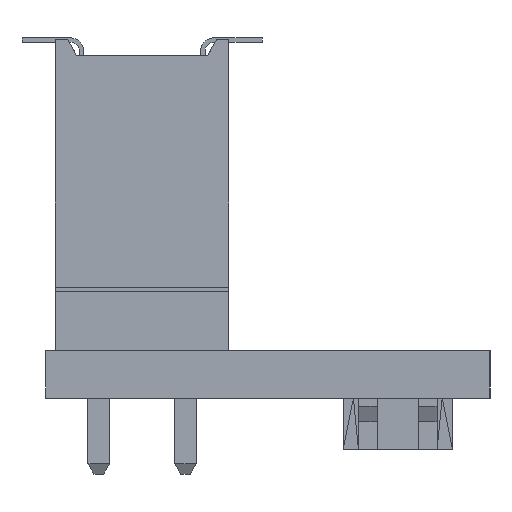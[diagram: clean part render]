
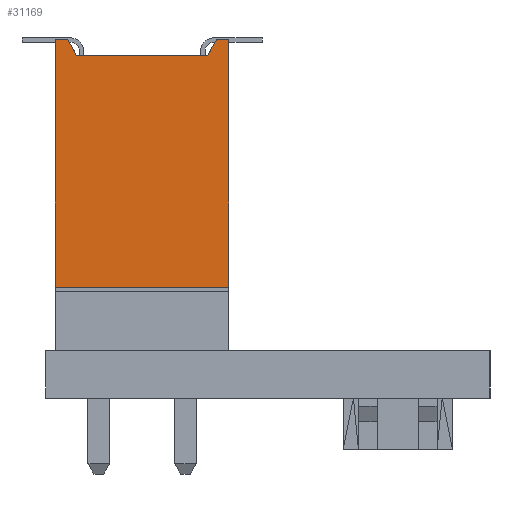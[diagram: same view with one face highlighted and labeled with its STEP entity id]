
A CAD part, left-side view. The second image highlights one B-rep face of the part: STEP entity #31169.
In plain terms, the highlighted face is planar.
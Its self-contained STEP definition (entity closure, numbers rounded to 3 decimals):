
#807=FACE_OUTER_BOUND('',#2673,.T.);
#2673=EDGE_LOOP('',(#21053,#21054,#21055,#21056,#21057,#21058,#21059,#21060));
#4557=LINE('',#43371,#8950);
#4616=LINE('',#43491,#9009);
#4670=LINE('',#43590,#9063);
#4770=LINE('',#43787,#9163);
#4836=LINE('',#43915,#9229);
#4838=LINE('',#43918,#9231);
#4843=LINE('',#43927,#9236);
#4937=LINE('',#44105,#9330);
#8950=VECTOR('',#35064,1.);
#9009=VECTOR('',#35129,1.);
#9063=VECTOR('',#35197,1.);
#9163=VECTOR('',#35299,1.);
#9229=VECTOR('',#35367,1.);
#9231=VECTOR('',#35371,1.);
#9236=VECTOR('',#35380,1.);
#9330=VECTOR('',#35560,1.);
#13341=VERTEX_POINT('',#43368);
#13342=VERTEX_POINT('',#43370);
#13399=VERTEX_POINT('',#43488);
#13400=VERTEX_POINT('',#43490);
#13437=VERTEX_POINT('',#43587);
#13438=VERTEX_POINT('',#43589);
#13534=VERTEX_POINT('',#43785);
#13595=VERTEX_POINT('',#43913);
#15964=EDGE_CURVE('',#13342,#13341,#4557,.T.);
#16023=EDGE_CURVE('',#13399,#13400,#4616,.T.);
#16077=EDGE_CURVE('',#13437,#13438,#4670,.T.);
#16177=EDGE_CURVE('',#13534,#13399,#4770,.T.);
#16243=EDGE_CURVE('',#13595,#13437,#4836,.T.);
#16245=EDGE_CURVE('',#13438,#13341,#4838,.T.);
#16250=EDGE_CURVE('',#13534,#13342,#4843,.T.);
#16344=EDGE_CURVE('',#13595,#13400,#4937,.T.);
#21053=ORIENTED_EDGE('',*,*,#16245,.F.);
#21054=ORIENTED_EDGE('',*,*,#16077,.F.);
#21055=ORIENTED_EDGE('',*,*,#16243,.F.);
#21056=ORIENTED_EDGE('',*,*,#16344,.T.);
#21057=ORIENTED_EDGE('',*,*,#16023,.F.);
#21058=ORIENTED_EDGE('',*,*,#16177,.F.);
#21059=ORIENTED_EDGE('',*,*,#16250,.T.);
#21060=ORIENTED_EDGE('',*,*,#15964,.T.);
#29356=PLANE('',#33165);
#31169=ADVANCED_FACE('',(#807),#29356,.F.);
#33165=AXIS2_PLACEMENT_3D('',#44162,#35634,#35635);
#35064=DIRECTION('',(0.,0.,-1.));
#35129=DIRECTION('',(0.,-1.,0.));
#35197=DIRECTION('',(0.,0.,1.));
#35299=DIRECTION('',(0.,0.,-1.));
#35367=DIRECTION('',(0.,0.866,0.5));
#35371=DIRECTION('',(0.,-0.866,0.5));
#35380=DIRECTION('',(0.,-1.,0.));
#35560=DIRECTION('',(0.,0.,-1.));
#35634=DIRECTION('center_axis',(-1.,0.,0.));
#35635=DIRECTION('ref_axis',(0.,0.,1.));
#43368=CARTESIAN_POINT('',(7.62,0.,2.184));
#43370=CARTESIAN_POINT('',(7.62,0.,2.54));
#43371=CARTESIAN_POINT('',(7.62,0.,2.54));
#43488=CARTESIAN_POINT('',(7.62,7.366,-2.54));
#43490=CARTESIAN_POINT('',(7.62,0.,-2.54));
#43491=CARTESIAN_POINT('',(7.62,7.366,-2.54));
#43587=CARTESIAN_POINT('',(7.62,0.457,-1.92));
#43589=CARTESIAN_POINT('',(7.62,0.457,1.92));
#43590=CARTESIAN_POINT('',(7.62,0.457,2.54));
#43785=CARTESIAN_POINT('',(7.62,7.366,2.54));
#43787=CARTESIAN_POINT('',(7.62,7.366,2.54));
#43913=CARTESIAN_POINT('',(7.62,0.,-2.184));
#43915=CARTESIAN_POINT('',(7.62,7.57,2.186));
#43918=CARTESIAN_POINT('',(7.62,5.371,-0.916));
#43927=CARTESIAN_POINT('',(7.62,7.366,2.54));
#44105=CARTESIAN_POINT('',(7.62,0.,2.54));
#44162=CARTESIAN_POINT('Origin',(7.62,7.366,2.54));
